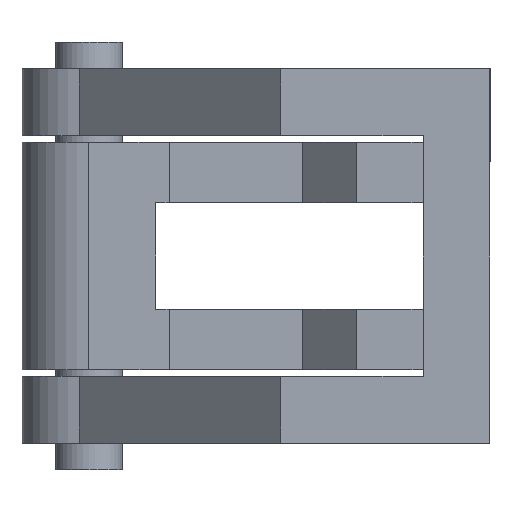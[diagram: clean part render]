
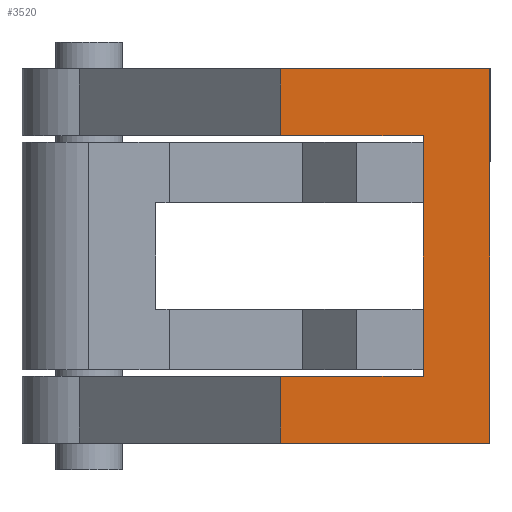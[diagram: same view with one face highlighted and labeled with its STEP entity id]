
A CAD part, front view. The second image highlights one B-rep face of the part: STEP entity #3520.
In plain terms, the highlighted planar face has unit normal (0, -1, 0).
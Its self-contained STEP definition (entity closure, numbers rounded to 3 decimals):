
#169=PLANE('',#3712);
#354=FACE_OUTER_BOUND('',#560,.T.);
#560=EDGE_LOOP('',(#3171,#3172,#3173,#3174,#3175,#3176,#3177,#3178));
#854=LINE('',#5955,#1228);
#866=LINE('',#5985,#1240);
#868=LINE('',#5989,#1242);
#881=LINE('',#6020,#1255);
#890=LINE('',#6040,#1264);
#893=LINE('',#6047,#1267);
#901=LINE('',#6065,#1275);
#906=LINE('',#6076,#1280);
#1228=VECTOR('',#4175,10.);
#1240=VECTOR('',#4203,10.);
#1242=VECTOR('',#4207,10.);
#1255=VECTOR('',#4228,10.);
#1264=VECTOR('',#4255,10.);
#1267=VECTOR('',#4262,10.);
#1275=VECTOR('',#4278,10.);
#1280=VECTOR('',#4295,10.);
#1710=VERTEX_POINT('',#5952);
#1711=VERTEX_POINT('',#5954);
#1720=VERTEX_POINT('',#5982);
#1721=VERTEX_POINT('',#5984);
#1722=VERTEX_POINT('',#5988);
#1736=VERTEX_POINT('',#6018);
#1739=VERTEX_POINT('',#6044);
#1740=VERTEX_POINT('',#6046);
#2171=EDGE_CURVE('',#1710,#1711,#854,.T.);
#2184=EDGE_CURVE('',#1721,#1720,#866,.T.);
#2186=EDGE_CURVE('',#1722,#1721,#868,.T.);
#2202=EDGE_CURVE('',#1720,#1736,#881,.T.);
#2212=EDGE_CURVE('',#1710,#1722,#890,.T.);
#2215=EDGE_CURVE('',#1739,#1740,#893,.T.);
#2225=EDGE_CURVE('',#1736,#1740,#901,.T.);
#2230=EDGE_CURVE('',#1739,#1711,#906,.T.);
#3171=ORIENTED_EDGE('',*,*,#2202,.T.);
#3172=ORIENTED_EDGE('',*,*,#2225,.T.);
#3173=ORIENTED_EDGE('',*,*,#2215,.F.);
#3174=ORIENTED_EDGE('',*,*,#2230,.T.);
#3175=ORIENTED_EDGE('',*,*,#2171,.F.);
#3176=ORIENTED_EDGE('',*,*,#2212,.T.);
#3177=ORIENTED_EDGE('',*,*,#2186,.T.);
#3178=ORIENTED_EDGE('',*,*,#2184,.T.);
#3520=ADVANCED_FACE('',(#354),#169,.T.);
#3712=AXIS2_PLACEMENT_3D('',#6077,#4296,#4297);
#4175=DIRECTION('',(1.,0.,0.));
#4203=DIRECTION('',(0.,0.,-1.));
#4207=DIRECTION('',(1.,0.,0.));
#4228=DIRECTION('',(-1.,0.,0.));
#4255=DIRECTION('',(0.,0.,-1.));
#4262=DIRECTION('',(-1.,0.,0.));
#4278=DIRECTION('',(0.,0.,-1.));
#4295=DIRECTION('',(0.,0.,1.));
#4296=DIRECTION('center_axis',(0.,-1.,0.));
#4297=DIRECTION('ref_axis',(1.,0.,0.));
#5952=CARTESIAN_POINT('',(14.343,-20.,14.));
#5954=CARTESIAN_POINT('',(30.,-20.,14.));
#5955=CARTESIAN_POINT('',(14.343,-20.,14.));
#5982=CARTESIAN_POINT('',(25.,-20.,-9.));
#5984=CARTESIAN_POINT('',(25.,-20.,9.));
#5985=CARTESIAN_POINT('',(25.,-20.,0.));
#5988=CARTESIAN_POINT('',(14.343,-20.,9.));
#5989=CARTESIAN_POINT('',(11.472,-20.,9.));
#6018=CARTESIAN_POINT('',(14.343,-20.,-9.));
#6020=CARTESIAN_POINT('',(11.472,-20.,-9.));
#6040=CARTESIAN_POINT('',(14.343,-20.,0.));
#6044=CARTESIAN_POINT('',(30.,-20.,-14.));
#6046=CARTESIAN_POINT('',(14.343,-20.,-14.));
#6047=CARTESIAN_POINT('',(14.343,-20.,-14.));
#6065=CARTESIAN_POINT('',(14.343,-20.,0.));
#6076=CARTESIAN_POINT('',(30.,-20.,0.));
#6077=CARTESIAN_POINT('Origin',(14.343,-20.,0.));
